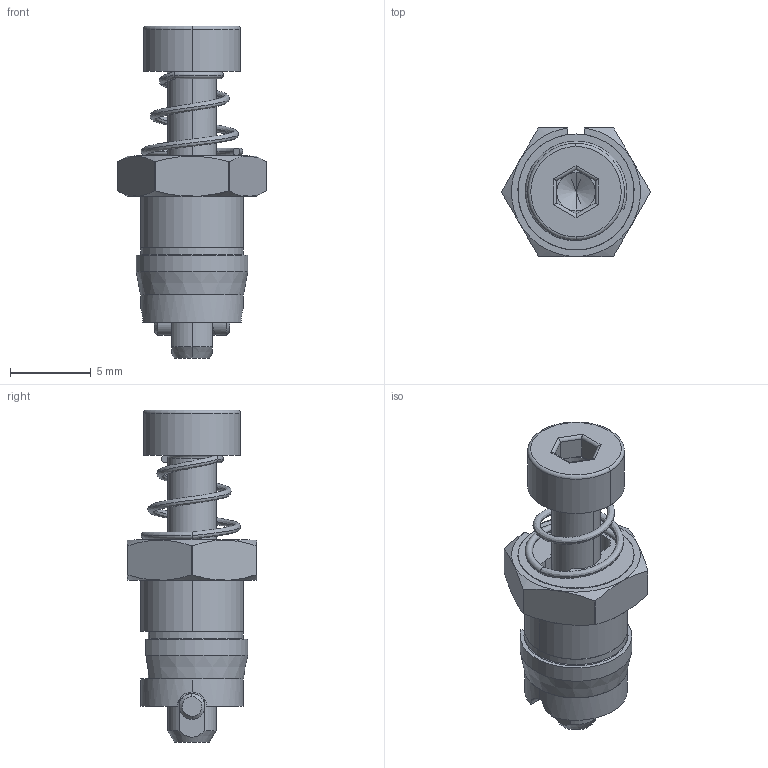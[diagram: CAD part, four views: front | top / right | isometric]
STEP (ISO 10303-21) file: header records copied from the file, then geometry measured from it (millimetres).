
FILE_DESCRIPTION((''),'2;1');
FILE_NAME('00190127000','2020-03-12T',('presta_be4'),(''),'CREO PARAMETRIC BY PTC INC, 2018360','CREO PARAMETRIC BY PTC INC, 2018360','');
FILE_SCHEMA(('CONFIG_CONTROL_DESIGN'));
Length unit declared in the file: millimetre
Products named in the file (1): 00190127000
Bounding box: 9.2 x 8 x 20.55 mm (x, y, z)
Volume: 401.7 mm3; surface area: 1080.6 mm2
Topology: 5 solids, 5 shells, 139 faces, 346 edges, 219 vertices
Faces by surface type: plane 59, cylinder 52, torus 15, cone 11, bspline 2
Entity records: 5973 total; most frequent: CARTESIAN_POINT 2634, DIRECTION 696, ORIENTED_EDGE 688, EDGE_CURVE 344, AXIS2_PLACEMENT_3D 274, VERTEX_POINT 219, VECTOR 148, LINE 148
